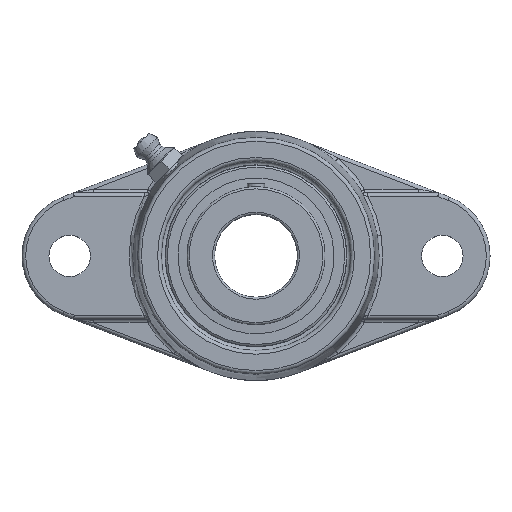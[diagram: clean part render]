
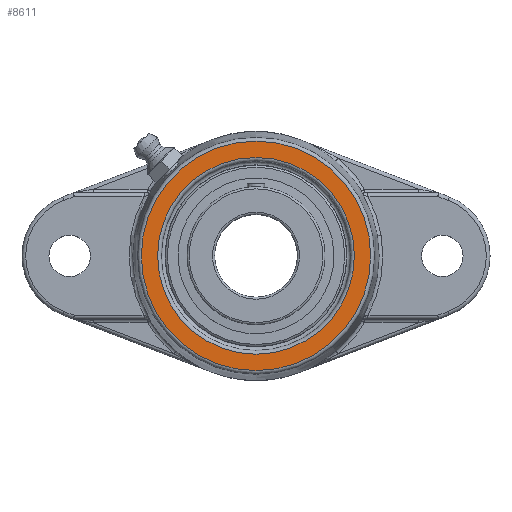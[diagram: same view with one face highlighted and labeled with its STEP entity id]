
A CAD part, top view. The second image highlights one B-rep face of the part: STEP entity #8611.
In plain terms, the highlighted planar face has unit normal (0, 0, 1).
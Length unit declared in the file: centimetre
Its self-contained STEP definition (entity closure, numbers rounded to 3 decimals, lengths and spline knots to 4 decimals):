
#8571=CARTESIAN_POINT('',(0.,-2.3749,2.55));
#8572=VERTEX_POINT('',#8571);
#8582=CARTESIAN_POINT('',(0.,0.,2.55));
#8583=DIRECTION('',(0.,-0.,1.));
#8584=DIRECTION('',(0.,1.,0.));
#8585=AXIS2_PLACEMENT_3D('',#8582,#8583,#8584);
#8586=CIRCLE('',#8585,2.3749);
#8587=EDGE_CURVE('',#8572,#8572,#8586,.T.);
#8592=CARTESIAN_POINT('',(-0.,-0.,2.55));
#8593=DIRECTION('',(0.,0.,1.));
#8594=DIRECTION('',(1.,0.,0.));
#8595=AXIS2_PLACEMENT_3D('',#8592,#8593,#8594);
#8596=PLANE('',#8595);
#8597=CARTESIAN_POINT('',(0.,2.7701,2.55));
#8598=VERTEX_POINT('',#8597);
#8599=CARTESIAN_POINT('',(0.,0.,2.55));
#8600=DIRECTION('',(-0.,0.,-1.));
#8601=DIRECTION('',(-0.,-1.,0.));
#8602=AXIS2_PLACEMENT_3D('',#8599,#8600,#8601);
#8603=CIRCLE('',#8602,2.7701);
#8604=EDGE_CURVE('',#8598,#8598,#8603,.T.);
#8605=ORIENTED_EDGE('',*,*,#8604,.F.);
#8606=EDGE_LOOP('',(#8605));
#8607=FACE_BOUND('',#8606,.T.);
#8608=ORIENTED_EDGE('',*,*,#8587,.F.);
#8609=EDGE_LOOP('',(#8608));
#8610=FACE_BOUND('',#8609,.T.);
#8611=ADVANCED_FACE('',(#8607,#8610),#8596,.T.);
